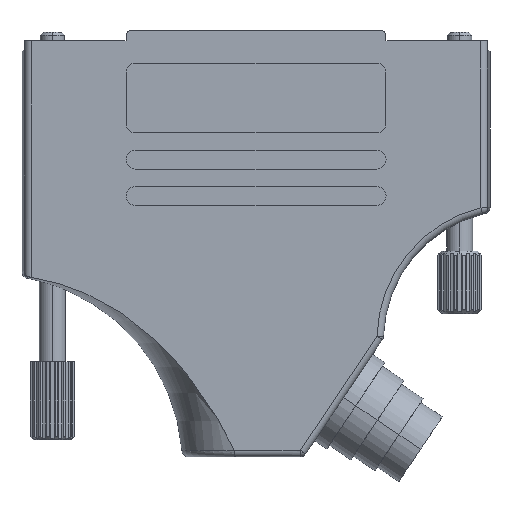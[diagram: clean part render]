
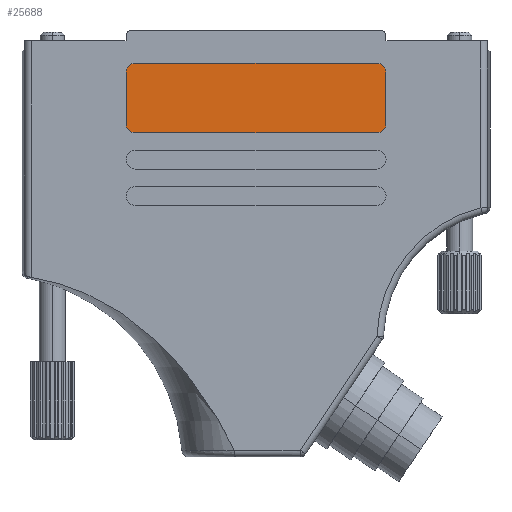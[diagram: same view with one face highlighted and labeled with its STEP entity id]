
A CAD part, front view. The second image highlights one B-rep face of the part: STEP entity #25688.
In plain terms, the highlighted planar face has unit normal (0, -1, 0).
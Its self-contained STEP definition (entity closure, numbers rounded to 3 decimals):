
#439 = CARTESIAN_POINT ( 'NONE',  ( -14., -7.1, -11.8 ) ) ;
#1061 = AXIS2_PLACEMENT_3D ( 'NONE', #10497, #25622, #7949 ) ;
#1064 = CARTESIAN_POINT ( 'NONE',  ( -15., -7.1, -4.8 ) ) ;
#2192 = EDGE_CURVE ( 'NONE', #24627, #23511, #15181, .T. ) ;
#2425 = DIRECTION ( 'NONE',  ( 1., 0., 0. ) ) ;
#2506 = EDGE_CURVE ( 'NONE', #9112, #24627, #19610, .T. ) ;
#2659 = DIRECTION ( 'NONE',  ( 0., 0., 1. ) ) ;
#2702 = ORIENTED_EDGE ( 'NONE', *, *, #13520, .T. ) ;
#2917 = ORIENTED_EDGE ( 'NONE', *, *, #5618, .T. ) ;
#3005 = CARTESIAN_POINT ( 'NONE',  ( -15., -7.1, -4.8 ) ) ;
#4135 = VERTEX_POINT ( 'NONE', #8487 ) ;
#4246 = ORIENTED_EDGE ( 'NONE', *, *, #14942, .T. ) ;
#4456 = CARTESIAN_POINT ( 'NONE',  ( 14., -7.1, -11.8 ) ) ;
#4778 = CARTESIAN_POINT ( 'NONE',  ( 14., -7.1, -4.8 ) ) ;
#4800 = ORIENTED_EDGE ( 'NONE', *, *, #2506, .T. ) ;
#5152 = VECTOR ( 'NONE', #24698, 1000. ) ;
#5496 = AXIS2_PLACEMENT_3D ( 'NONE', #4778, #23777, #2659 ) ;
#5618 = EDGE_CURVE ( 'NONE', #7357, #13580, #19080, .T. ) ;
#7050 = DIRECTION ( 'NONE',  ( 0., 0., 1. ) ) ;
#7357 = VERTEX_POINT ( 'NONE', #24273 ) ;
#7481 = LINE ( 'NONE', #15551, #8005 ) ;
#7949 = DIRECTION ( 'NONE',  ( 0., 0., 1. ) ) ;
#8005 = VECTOR ( 'NONE', #13420, 1000. ) ;
#8487 = CARTESIAN_POINT ( 'NONE',  ( 15., -7.1, -10.8 ) ) ;
#9112 = VERTEX_POINT ( 'NONE', #18928 ) ;
#9735 = CARTESIAN_POINT ( 'NONE',  ( -14., -7.1, -4.8 ) ) ;
#10368 = EDGE_CURVE ( 'NONE', #13580, #26182, #7481, .T. ) ;
#10497 = CARTESIAN_POINT ( 'NONE',  ( -14., -7.1, -10.8 ) ) ;
#10736 = CARTESIAN_POINT ( 'NONE',  ( 14., -7.1, -4.8 ) ) ;
#11479 = VECTOR ( 'NONE', #2425, 1000. ) ;
#11812 = DIRECTION ( 'NONE',  ( 0., 0., 1. ) ) ;
#12875 = CIRCLE ( 'NONE', #18755, 1. ) ;
#13026 = EDGE_LOOP ( 'NONE', ( #2917, #24383, #2702, #20026, #4800, #27365, #24583, #4246 ) ) ;
#13420 = DIRECTION ( 'NONE',  ( -1., 0., 0. ) ) ;
#13520 = EDGE_CURVE ( 'NONE', #26182, #15708, #12875, .T. ) ;
#13535 = DIRECTION ( 'NONE',  ( 0., -1., 0. ) ) ;
#13580 = VERTEX_POINT ( 'NONE', #21040 ) ;
#13657 = LINE ( 'NONE', #13800, #5152 ) ;
#13800 = CARTESIAN_POINT ( 'NONE',  ( 15., -7.1, -4.8 ) ) ;
#13920 = CARTESIAN_POINT ( 'NONE',  ( 14., -7.1, -10.8 ) ) ;
#13921 = EDGE_CURVE ( 'NONE', #23511, #4135, #24564, .T. ) ;
#14852 = CARTESIAN_POINT ( 'NONE',  ( -14., -7.1, -3.8 ) ) ;
#14942 = EDGE_CURVE ( 'NONE', #4135, #7357, #13657, .T. ) ;
#15181 = LINE ( 'NONE', #439, #11479 ) ;
#15551 = CARTESIAN_POINT ( 'NONE',  ( -14., -7.1, -3.8 ) ) ;
#15708 = VERTEX_POINT ( 'NONE', #3005 ) ;
#17232 = DIRECTION ( 'NONE',  ( 0., 0., 1. ) ) ;
#17765 = DIRECTION ( 'NONE',  ( 0., -1., 0. ) ) ;
#18755 = AXIS2_PLACEMENT_3D ( 'NONE', #9735, #13535, #7050 ) ;
#18916 = EDGE_CURVE ( 'NONE', #15708, #9112, #27102, .T. ) ;
#18928 = CARTESIAN_POINT ( 'NONE',  ( -15., -7.1, -10.8 ) ) ;
#19080 = CIRCLE ( 'NONE', #22256, 1. ) ;
#19362 = DIRECTION ( 'NONE',  ( 0., -1., 0. ) ) ;
#19610 = CIRCLE ( 'NONE', #1061, 1. ) ;
#20026 = ORIENTED_EDGE ( 'NONE', *, *, #18916, .T. ) ;
#20742 = DIRECTION ( 'NONE',  ( 0., 0., -1. ) ) ;
#21040 = CARTESIAN_POINT ( 'NONE',  ( 14., -7.1, -3.8 ) ) ;
#21157 = CARTESIAN_POINT ( 'NONE',  ( -14., -7.1, -11.8 ) ) ;
#22204 = FACE_OUTER_BOUND ( 'NONE', #13026, .T. ) ;
#22256 = AXIS2_PLACEMENT_3D ( 'NONE', #10736, #19362, #17232 ) ;
#23211 = AXIS2_PLACEMENT_3D ( 'NONE', #13920, #17765, #11812 ) ;
#23511 = VERTEX_POINT ( 'NONE', #4456 ) ;
#23777 = DIRECTION ( 'NONE',  ( 0., 1., 0. ) ) ;
#24273 = CARTESIAN_POINT ( 'NONE',  ( 15., -7.1, -4.8 ) ) ;
#24383 = ORIENTED_EDGE ( 'NONE', *, *, #10368, .T. ) ;
#24564 = CIRCLE ( 'NONE', #23211, 1. ) ;
#24583 = ORIENTED_EDGE ( 'NONE', *, *, #13921, .T. ) ;
#24627 = VERTEX_POINT ( 'NONE', #21157 ) ;
#24698 = DIRECTION ( 'NONE',  ( 0., 0., 1. ) ) ;
#25622 = DIRECTION ( 'NONE',  ( 0., -1., 0. ) ) ;
#25688 = ADVANCED_FACE ( 'NONE', ( #22204 ), #26303, .F. ) ;
#26182 = VERTEX_POINT ( 'NONE', #14852 ) ;
#26303 = PLANE ( 'NONE',  #5496 ) ;
#27102 = LINE ( 'NONE', #1064, #27968 ) ;
#27365 = ORIENTED_EDGE ( 'NONE', *, *, #2192, .T. ) ;
#27968 = VECTOR ( 'NONE', #20742, 1000. ) ;
